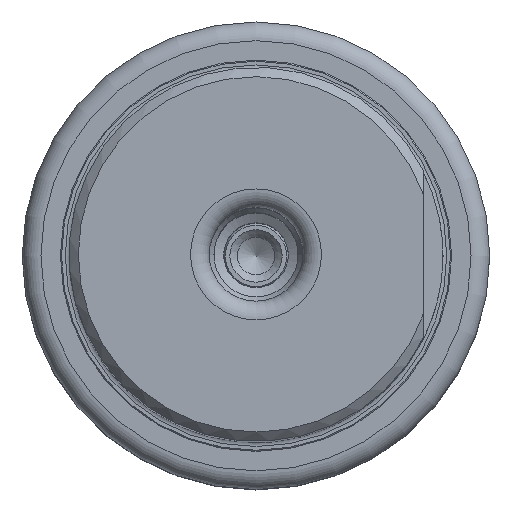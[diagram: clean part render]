
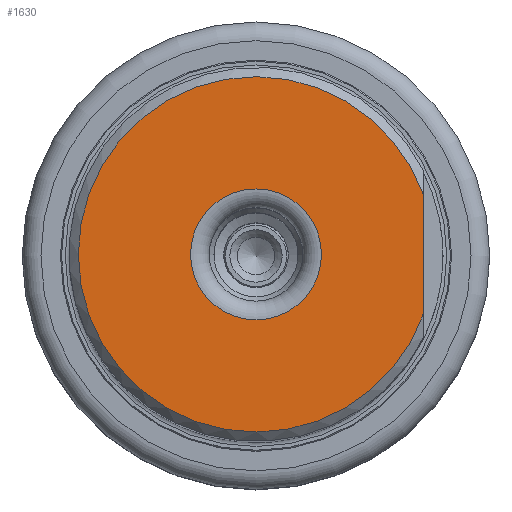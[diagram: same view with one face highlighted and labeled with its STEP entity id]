
A CAD part, top view. The second image highlights one B-rep face of the part: STEP entity #1630.
In plain terms, the highlighted planar face has unit normal (0, 0, 1).
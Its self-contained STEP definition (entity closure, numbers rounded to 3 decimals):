
#25=LINE('',#2418,#29);
#29=VECTOR('',#2126,1000.);
#51=PLANE('',#1799);
#238=ORIENTED_EDGE('',*,*,#360,.T.);
#239=ORIENTED_EDGE('',*,*,#361,.T.);
#240=ORIENTED_EDGE('',*,*,#351,.F.);
#351=EDGE_CURVE('',#448,#448,#537,.T.);
#360=EDGE_CURVE('',#457,#458,#25,.T.);
#361=EDGE_CURVE('',#458,#457,#546,.T.);
#448=VERTEX_POINT('',#2391);
#457=VERTEX_POINT('',#2419);
#458=VERTEX_POINT('',#2420);
#537=CIRCLE('',#1781,3.5);
#546=CIRCLE('',#1800,9.5);
#699=EDGE_LOOP('',(#238,#239));
#700=EDGE_LOOP('',(#240));
#877=FACE_BOUND('',#699,.T.);
#878=FACE_BOUND('',#700,.T.);
#1630=ADVANCED_FACE('',(#877,#878),#51,.T.);
#1781=AXIS2_PLACEMENT_3D('',#2390,#2088,#2089);
#1799=AXIS2_PLACEMENT_3D('',#2417,#2124,#2125);
#1800=AXIS2_PLACEMENT_3D('',#2421,#2127,#2128);
#2088=DIRECTION('',(0.,0.,1.));
#2089=DIRECTION('',(1.,0.,0.));
#2124=DIRECTION('',(0.,0.,1.));
#2125=DIRECTION('',(1.,0.,0.));
#2126=DIRECTION('',(0.,1.,0.));
#2127=DIRECTION('',(0.,0.,1.));
#2128=DIRECTION('',(1.,0.,0.));
#2390=CARTESIAN_POINT('',(0.,0.,48.2));
#2391=CARTESIAN_POINT('',(3.5,0.,48.2));
#2417=CARTESIAN_POINT('',(2.5,0.,48.2));
#2418=CARTESIAN_POINT('',(8.95,-57.369,48.2));
#2419=CARTESIAN_POINT('',(8.95,-3.186,48.2));
#2420=CARTESIAN_POINT('',(8.95,3.186,48.2));
#2421=CARTESIAN_POINT('',(0.,0.,48.2));
